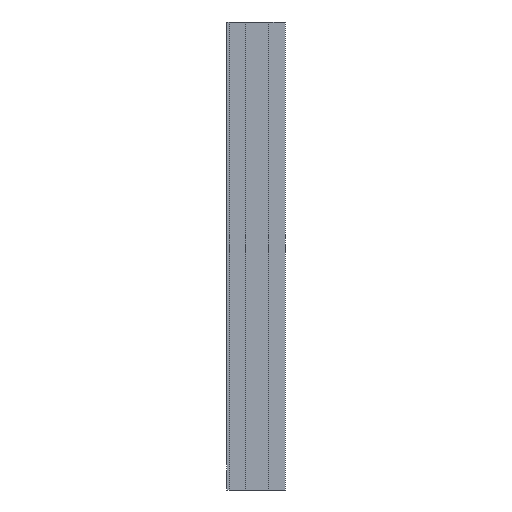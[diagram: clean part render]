
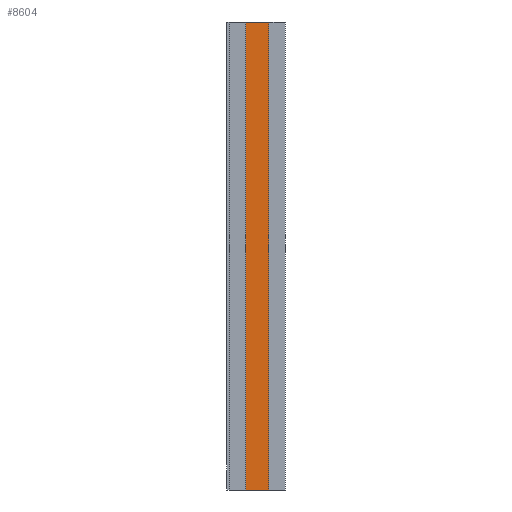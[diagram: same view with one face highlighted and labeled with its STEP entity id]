
A CAD part, left-side view. The second image highlights one B-rep face of the part: STEP entity #8604.
In plain terms, the highlighted planar face has unit normal (-1, 0, 0).
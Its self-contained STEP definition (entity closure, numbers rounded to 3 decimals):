
#130 = ORIENTED_EDGE ( 'NONE', *, *, #407, .T. ) ;
#131 = ORIENTED_EDGE ( 'NONE', *, *, #411, .T. ) ;
#132 = ORIENTED_EDGE ( 'NONE', *, *, #410, .F. ) ;
#133 = ORIENTED_EDGE ( 'NONE', *, *, #409, .F. ) ;
#407 = EDGE_CURVE ( 'NONE', #6790, #6532, #3802, .T. ) ;
#409 = EDGE_CURVE ( 'NONE', #6548, #6532, #3806, .T. ) ;
#410 = EDGE_CURVE ( 'NONE', #6596, #6548, #3808, .T. ) ;
#411 = EDGE_CURVE ( 'NONE', #6596, #6790, #3810, .T. ) ;
#624 = CARTESIAN_POINT ( 'NONE',  ( -28.5, -9.352, -211. ) ) ;
#628 = DIRECTION ( 'NONE',  ( 0., 0., 1. ) ) ;
#889 = PLANE ( 'NONE',  #3313 ) ;
#890 = CARTESIAN_POINT ( 'NONE',  ( -28.5, 2.648, -211. ) ) ;
#891 = DIRECTION ( 'NONE',  ( -1., 0., 0. ) ) ;
#892 = DIRECTION ( 'NONE',  ( 0., 0., 1. ) ) ;
#1321 = CARTESIAN_POINT ( 'NONE',  ( -28.5, -9.352, -211. ) ) ;
#1372 = CARTESIAN_POINT ( 'NONE',  ( -28.5, 2.648, -211. ) ) ;
#1383 = CARTESIAN_POINT ( 'NONE',  ( -28.5, 2.648, 0. ) ) ;
#1387 = CARTESIAN_POINT ( 'NONE',  ( -28.5, -9.352, 0. ) ) ;
#3313 = AXIS2_PLACEMENT_3D ( 'NONE', #890, #891, #892 ) ;
#3599 = DIRECTION ( 'NONE',  ( 0., -1., 0. ) ) ;
#3603 = CARTESIAN_POINT ( 'NONE',  ( -28.5, 2.648, -211. ) ) ;
#3610 = DIRECTION ( 'NONE',  ( 0., 0., 1. ) ) ;
#3614 = CARTESIAN_POINT ( 'NONE',  ( -28.5, 2.648, -211. ) ) ;
#3621 = DIRECTION ( 'NONE',  ( 0., -1., 0. ) ) ;
#3704 = CARTESIAN_POINT ( 'NONE',  ( -28.5, 2.648, 0. ) ) ;
#3802 = LINE ( 'NONE', #624, #3803 ) ;
#3803 = VECTOR ( 'NONE', #628, 1000. ) ;
#3806 = LINE ( 'NONE', #3704, #3807 ) ;
#3807 = VECTOR ( 'NONE', #3621, 1000. ) ;
#3808 = LINE ( 'NONE', #3614, #3809 ) ;
#3809 = VECTOR ( 'NONE', #3610, 1000. ) ;
#3810 = LINE ( 'NONE', #3603, #3811 ) ;
#3811 = VECTOR ( 'NONE', #3599, 1000. ) ;
#4872 = FACE_OUTER_BOUND ( 'NONE', #7742, .T. ) ;
#6532 = VERTEX_POINT ( 'NONE', #1387 ) ;
#6548 = VERTEX_POINT ( 'NONE', #1383 ) ;
#6596 = VERTEX_POINT ( 'NONE', #1372 ) ;
#6790 = VERTEX_POINT ( 'NONE', #1321 ) ;
#7742 = EDGE_LOOP ( 'NONE', ( #133, #132, #131, #130 ) ) ;
#8604 = ADVANCED_FACE ( 'NONE', ( #4872 ), #889, .T. ) ;
